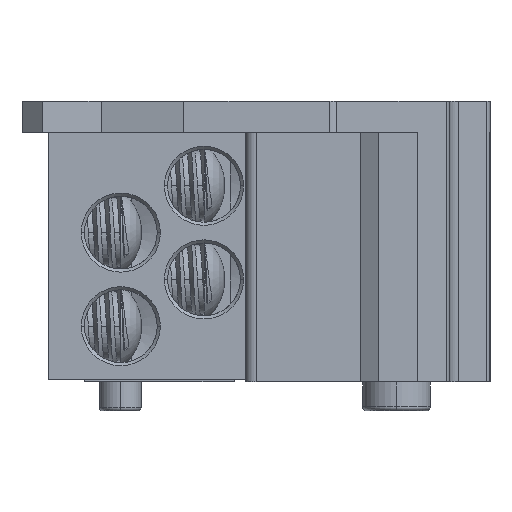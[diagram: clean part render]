
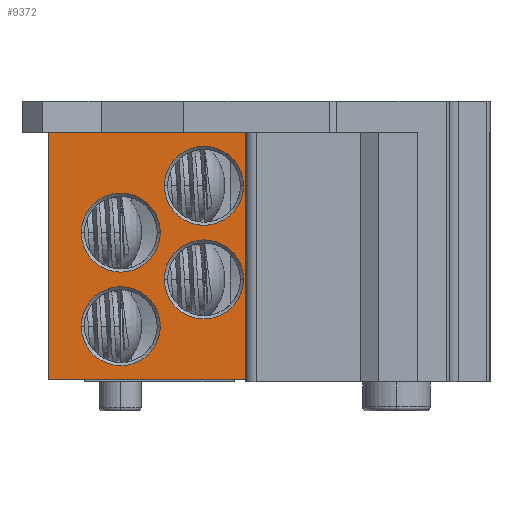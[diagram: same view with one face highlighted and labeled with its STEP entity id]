
A CAD part, left-side view. The second image highlights one B-rep face of the part: STEP entity #9372.
In plain terms, the highlighted planar face has unit normal (-1, 0, 0).
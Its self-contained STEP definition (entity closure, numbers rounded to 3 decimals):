
#4851=DIRECTION('',(0.,-1.,0.));
#4852=VECTOR('',#4851,21.);
#4853=CARTESIAN_POINT('',(-1.288,28.131,0.));
#4854=LINE('',#4853,#4852);
#4855=DIRECTION('',(0.,0.,1.));
#4856=VECTOR('',#4855,23.8);
#4857=CARTESIAN_POINT('',(-1.288,7.131,0.));
#4858=LINE('',#4857,#4856);
#4908=DIRECTION('',(0.,0.,1.));
#4909=VECTOR('',#4908,23.8);
#4910=CARTESIAN_POINT('',(-1.288,28.131,0.));
#4911=LINE('',#4910,#4909);
#4912=CARTESIAN_POINT('',(-1.288,13.131,18.65));
#4913=DIRECTION('',(1.,0.,0.));
#4914=DIRECTION('',(0.,1.,0.));
#4915=AXIS2_PLACEMENT_3D('',#4912,#4913,#4914);
#4917=CARTESIAN_POINT('',(-1.288,13.131,18.65));
#4918=DIRECTION('',(1.,0.,0.));
#4919=DIRECTION('',(0.,-1.,0.));
#4920=AXIS2_PLACEMENT_3D('',#4917,#4918,#4919);
#4922=CARTESIAN_POINT('',(-1.288,13.131,9.65));
#4923=DIRECTION('',(1.,0.,0.));
#4924=DIRECTION('',(0.,-1.,0.));
#4925=AXIS2_PLACEMENT_3D('',#4922,#4923,#4924);
#4927=CARTESIAN_POINT('',(-1.288,13.131,9.65));
#4928=DIRECTION('',(1.,0.,0.));
#4929=DIRECTION('',(0.,1.,0.));
#4930=AXIS2_PLACEMENT_3D('',#4927,#4928,#4929);
#4932=CARTESIAN_POINT('',(-1.288,21.131,14.15));
#4933=DIRECTION('',(1.,0.,0.));
#4934=DIRECTION('',(0.,1.,0.));
#4935=AXIS2_PLACEMENT_3D('',#4932,#4933,#4934);
#4937=CARTESIAN_POINT('',(-1.288,21.131,14.15));
#4938=DIRECTION('',(1.,0.,0.));
#4939=DIRECTION('',(0.,-1.,0.));
#4940=AXIS2_PLACEMENT_3D('',#4937,#4938,#4939);
#4942=CARTESIAN_POINT('',(-1.288,21.131,5.15));
#4943=DIRECTION('',(1.,0.,0.));
#4944=DIRECTION('',(0.,1.,0.));
#4945=AXIS2_PLACEMENT_3D('',#4942,#4943,#4944);
#4947=CARTESIAN_POINT('',(-1.288,21.131,5.15));
#4948=DIRECTION('',(1.,0.,0.));
#4949=DIRECTION('',(0.,-1.,0.));
#4950=AXIS2_PLACEMENT_3D('',#4947,#4948,#4949);
#6817=DIRECTION('',(0.,-1.,0.));
#6818=VECTOR('',#6817,21.);
#6819=CARTESIAN_POINT('',(-1.288,28.131,23.8));
#6820=LINE('',#6819,#6818);
#8956=CARTESIAN_POINT('',(-1.288,7.131,0.));
#8958=VERTEX_POINT('',#8956);
#8970=CARTESIAN_POINT('',(-1.288,28.131,0.));
#8971=VERTEX_POINT('',#8970);
#8972=CARTESIAN_POINT('',(-1.288,7.131,23.8));
#8974=VERTEX_POINT('',#8972);
#8986=CARTESIAN_POINT('',(-1.288,28.131,23.8));
#8987=VERTEX_POINT('',#8986);
#9020=CARTESIAN_POINT('',(-1.288,16.931,18.65));
#9021=CARTESIAN_POINT('',(-1.288,9.331,18.65));
#9022=VERTEX_POINT('',#9020);
#9023=VERTEX_POINT('',#9021);
#9028=CARTESIAN_POINT('',(-1.288,9.331,9.65));
#9029=CARTESIAN_POINT('',(-1.288,16.931,9.65));
#9030=VERTEX_POINT('',#9028);
#9031=VERTEX_POINT('',#9029);
#9036=CARTESIAN_POINT('',(-1.288,24.931,14.15));
#9037=CARTESIAN_POINT('',(-1.288,17.331,14.15));
#9038=VERTEX_POINT('',#9036);
#9039=VERTEX_POINT('',#9037);
#9044=CARTESIAN_POINT('',(-1.288,24.931,5.15));
#9045=CARTESIAN_POINT('',(-1.288,17.331,5.15));
#9046=VERTEX_POINT('',#9044);
#9047=VERTEX_POINT('',#9045);
#9335=CARTESIAN_POINT('',(-1.288,28.131,0.));
#9336=DIRECTION('',(-1.,0.,0.));
#9337=DIRECTION('',(0.,-1.,0.));
#9338=AXIS2_PLACEMENT_3D('',#9335,#9336,#9337);
#9339=PLANE('',#9338);
#9340=ORIENTED_EDGE('',*,*,#9299,.F.);
#9342=ORIENTED_EDGE('',*,*,#9341,.T.);
#9344=ORIENTED_EDGE('',*,*,#9343,.T.);
#9345=ORIENTED_EDGE('',*,*,#9310,.F.);
#9346=EDGE_LOOP('',(#9340,#9342,#9344,#9345));
#9347=FACE_OUTER_BOUND('',#9346,.F.);
#9349=ORIENTED_EDGE('',*,*,#9348,.F.);
#9351=ORIENTED_EDGE('',*,*,#9350,.F.);
#9352=EDGE_LOOP('',(#9349,#9351));
#9353=FACE_BOUND('',#9352,.F.);
#9355=ORIENTED_EDGE('',*,*,#9354,.F.);
#9357=ORIENTED_EDGE('',*,*,#9356,.F.);
#9358=EDGE_LOOP('',(#9355,#9357));
#9359=FACE_BOUND('',#9358,.F.);
#9361=ORIENTED_EDGE('',*,*,#9360,.F.);
#9363=ORIENTED_EDGE('',*,*,#9362,.F.);
#9364=EDGE_LOOP('',(#9361,#9363));
#9365=FACE_BOUND('',#9364,.F.);
#9367=ORIENTED_EDGE('',*,*,#9366,.F.);
#9369=ORIENTED_EDGE('',*,*,#9368,.F.);
#9370=EDGE_LOOP('',(#9367,#9369));
#9371=FACE_BOUND('',#9370,.F.);
#9372=ADVANCED_FACE('',(#9347,#9353,#9359,#9365,#9371),#9339,.T.);
#4916=CIRCLE('',#4915,3.8);
#4921=CIRCLE('',#4920,3.8);
#4926=CIRCLE('',#4925,3.8);
#4931=CIRCLE('',#4930,3.8);
#4936=CIRCLE('',#4935,3.8);
#4941=CIRCLE('',#4940,3.8);
#4946=CIRCLE('',#4945,3.8);
#4951=CIRCLE('',#4950,3.8);
#9299=EDGE_CURVE('',#8971,#8958,#4854,.T.);
#9310=EDGE_CURVE('',#8958,#8974,#4858,.T.);
#9341=EDGE_CURVE('',#8971,#8987,#4911,.T.);
#9343=EDGE_CURVE('',#8987,#8974,#6820,.T.);
#9348=EDGE_CURVE('',#9022,#9023,#4916,.T.);
#9350=EDGE_CURVE('',#9023,#9022,#4921,.T.);
#9354=EDGE_CURVE('',#9030,#9031,#4926,.T.);
#9356=EDGE_CURVE('',#9031,#9030,#4931,.T.);
#9360=EDGE_CURVE('',#9038,#9039,#4936,.T.);
#9362=EDGE_CURVE('',#9039,#9038,#4941,.T.);
#9366=EDGE_CURVE('',#9046,#9047,#4946,.T.);
#9368=EDGE_CURVE('',#9047,#9046,#4951,.T.);
